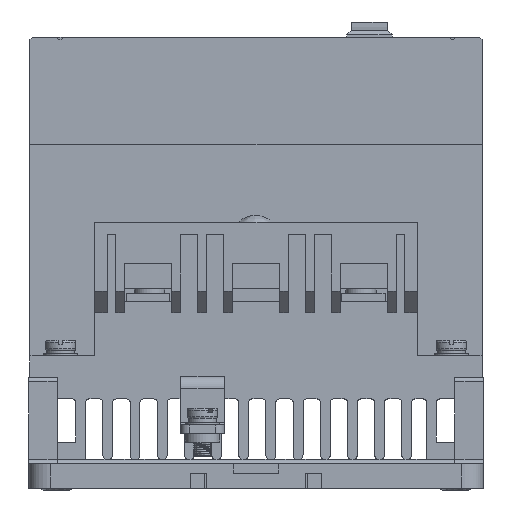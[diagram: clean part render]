
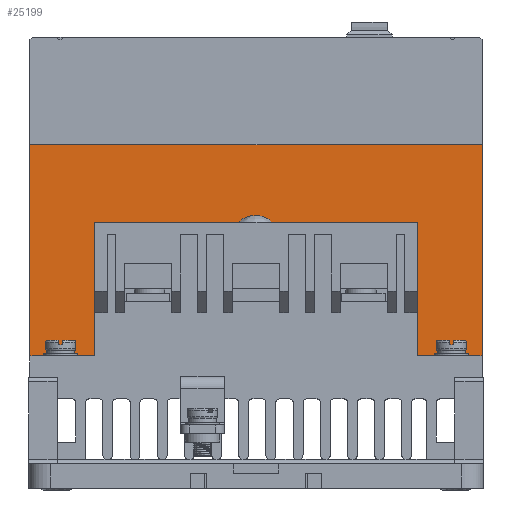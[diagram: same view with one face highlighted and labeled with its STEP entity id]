
A CAD part, front view. The second image highlights one B-rep face of the part: STEP entity #25199.
In plain terms, the highlighted planar face has unit normal (0, -1, 0).
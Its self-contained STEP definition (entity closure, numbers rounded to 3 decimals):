
#128 = PLANE ( 'NONE',  #15503 ) ;
#255 = EDGE_CURVE ( 'NONE', #1180, #43559, #15333, .T. ) ;
#1180 = VERTEX_POINT ( 'NONE', #34787 ) ;
#3027 = CARTESIAN_POINT ( 'NONE',  ( 105.1, 26.75, 104.6 ) ) ;
#3191 = CARTESIAN_POINT ( 'NONE',  ( 15.3, 26.75, 104.6 ) ) ;
#3254 = DIRECTION ( 'NONE',  ( 0., 1., 0. ) ) ;
#4086 = EDGE_CURVE ( 'NONE', #8052, #1180, #22325, .T. ) ;
#4384 = VECTOR ( 'NONE', #39230, 1000. ) ;
#5096 = CARTESIAN_POINT ( 'NONE',  ( 0., 26.75, 79.6 ) ) ;
#5298 = CARTESIAN_POINT ( 'NONE',  ( 105.1, 26.75, 30.7 ) ) ;
#5512 = LINE ( 'NONE', #3027, #4384 ) ;
#7165 = ORIENTED_EDGE ( 'NONE', *, *, #26355, .F. ) ;
#7214 = LINE ( 'NONE', #5096, #44161 ) ;
#8052 = VERTEX_POINT ( 'NONE', #35201 ) ;
#9276 = CARTESIAN_POINT ( 'NONE',  ( 0.3, 26.75, 104.6 ) ) ;
#9394 = ORIENTED_EDGE ( 'NONE', *, *, #28323, .T. ) ;
#9796 = ORIENTED_EDGE ( 'NONE', *, *, #4086, .F. ) ;
#9877 = VERTEX_POINT ( 'NONE', #42009 ) ;
#10448 = EDGE_LOOP ( 'NONE', ( #11607, #9796, #7165, #44774, #9394, #44537, #38451, #34520 ) ) ;
#10814 = LINE ( 'NONE', #27317, #29241 ) ;
#11080 = EDGE_CURVE ( 'NONE', #43559, #19616, #32073, .T. ) ;
#11607 = ORIENTED_EDGE ( 'NONE', *, *, #255, .F. ) ;
#12006 = DIRECTION ( 'NONE',  ( -1., 0., 0. ) ) ;
#13236 = DIRECTION ( 'NONE',  ( 0., 0., 1. ) ) ;
#13577 = CARTESIAN_POINT ( 'NONE',  ( 105.1, 26.75, 61.7 ) ) ;
#15333 = LINE ( 'NONE', #3191, #25925 ) ;
#15503 = AXIS2_PLACEMENT_3D ( 'NONE', #46366, #3254, #39286 ) ;
#17017 = EDGE_CURVE ( 'NONE', #39034, #29546, #45438, .T. ) ;
#19228 = DIRECTION ( 'NONE',  ( -1., 0., 0. ) ) ;
#19616 = VERTEX_POINT ( 'NONE', #33570 ) ;
#21530 = EDGE_CURVE ( 'NONE', #19616, #41759, #31015, .T. ) ;
#22325 = LINE ( 'NONE', #13577, #45237 ) ;
#23137 = DIRECTION ( 'NONE',  ( -1., 0., 0. ) ) ;
#24031 = DIRECTION ( 'NONE',  ( -1., 0., 0. ) ) ;
#24313 = VECTOR ( 'NONE', #41193, 1000. ) ;
#25199 = ADVANCED_FACE ( 'NONE', ( #31508 ), #128, .F. ) ;
#25925 = VECTOR ( 'NONE', #38605, 1000. ) ;
#26355 = EDGE_CURVE ( 'NONE', #29546, #8052, #10814, .T. ) ;
#27317 = CARTESIAN_POINT ( 'NONE',  ( 90.1, 26.75, 104.6 ) ) ;
#27533 = VECTOR ( 'NONE', #12006, 1000. ) ;
#28212 = EDGE_CURVE ( 'NONE', #9877, #41759, #7214, .T. ) ;
#28323 = EDGE_CURVE ( 'NONE', #39034, #9877, #5512, .T. ) ;
#28722 = CARTESIAN_POINT ( 'NONE',  ( 15.3, 26.75, 30.7 ) ) ;
#29241 = VECTOR ( 'NONE', #13236, 1000. ) ;
#29546 = VERTEX_POINT ( 'NONE', #31712 ) ;
#30279 = CARTESIAN_POINT ( 'NONE',  ( 105.1, 26.75, 30.7 ) ) ;
#31015 = LINE ( 'NONE', #9276, #24313 ) ;
#31508 = FACE_OUTER_BOUND ( 'NONE', #10448, .T. ) ;
#31712 = CARTESIAN_POINT ( 'NONE',  ( 90.1, 26.75, 30.7 ) ) ;
#32073 = LINE ( 'NONE', #30279, #27533 ) ;
#33570 = CARTESIAN_POINT ( 'NONE',  ( 0.3, 26.75, 30.7 ) ) ;
#34520 = ORIENTED_EDGE ( 'NONE', *, *, #11080, .F. ) ;
#34787 = CARTESIAN_POINT ( 'NONE',  ( 15.3, 26.75, 61.7 ) ) ;
#35201 = CARTESIAN_POINT ( 'NONE',  ( 90.1, 26.75, 61.7 ) ) ;
#38451 = ORIENTED_EDGE ( 'NONE', *, *, #21530, .F. ) ;
#38605 = DIRECTION ( 'NONE',  ( 0., 0., -1. ) ) ;
#39034 = VERTEX_POINT ( 'NONE', #5298 ) ;
#39230 = DIRECTION ( 'NONE',  ( 0., 0., 1. ) ) ;
#39286 = DIRECTION ( 'NONE',  ( -1., 0., 0. ) ) ;
#39686 = CARTESIAN_POINT ( 'NONE',  ( 0.3, 26.75, 79.6 ) ) ;
#41193 = DIRECTION ( 'NONE',  ( 0., 0., 1. ) ) ;
#41759 = VERTEX_POINT ( 'NONE', #39686 ) ;
#42009 = CARTESIAN_POINT ( 'NONE',  ( 105.1, 26.75, 79.6 ) ) ;
#43559 = VERTEX_POINT ( 'NONE', #28722 ) ;
#44161 = VECTOR ( 'NONE', #23137, 1000. ) ;
#44223 = CARTESIAN_POINT ( 'NONE',  ( 105.1, 26.75, 30.7 ) ) ;
#44537 = ORIENTED_EDGE ( 'NONE', *, *, #28212, .T. ) ;
#44774 = ORIENTED_EDGE ( 'NONE', *, *, #17017, .F. ) ;
#44905 = VECTOR ( 'NONE', #19228, 1000. ) ;
#45237 = VECTOR ( 'NONE', #24031, 1000. ) ;
#45438 = LINE ( 'NONE', #44223, #44905 ) ;
#46366 = CARTESIAN_POINT ( 'NONE',  ( 105.1, 26.75, 104.6 ) ) ;
